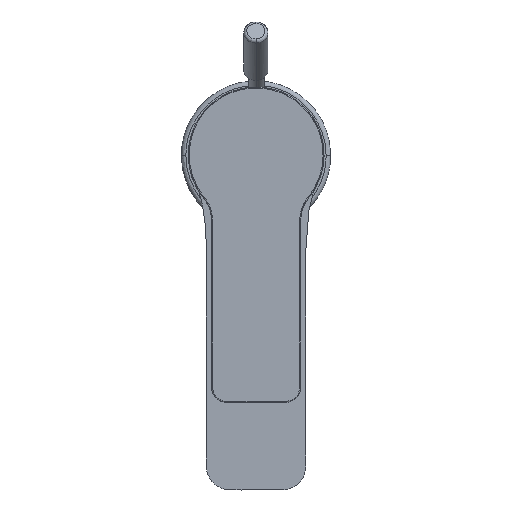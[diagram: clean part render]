
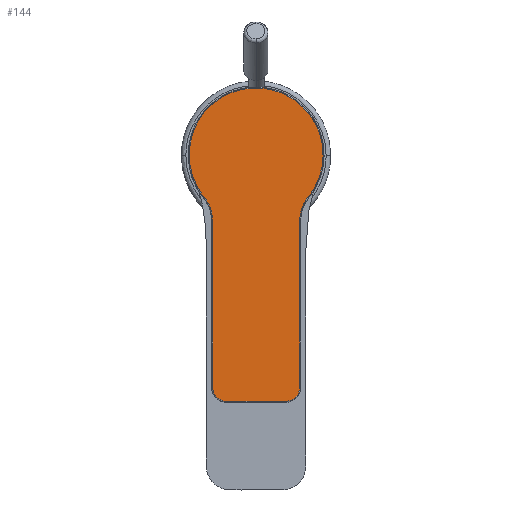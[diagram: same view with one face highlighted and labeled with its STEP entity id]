
A CAD part, top view. The second image highlights one B-rep face of the part: STEP entity #144.
In plain terms, the highlighted planar face has unit normal (0, 0, 1).
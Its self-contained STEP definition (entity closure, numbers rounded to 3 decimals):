
#144=ADVANCED_FACE('',(#274),#1921,.T.);
#274=FACE_OUTER_BOUND('',#420,.T.);
#420=EDGE_LOOP('',(#814,#815,#816,#817,#818,#819,#820,#821));
#814=ORIENTED_EDGE('',*,*,#1234,.T.);
#815=ORIENTED_EDGE('',*,*,#1235,.T.);
#816=ORIENTED_EDGE('',*,*,#1236,.T.);
#817=ORIENTED_EDGE('',*,*,#1245,.T.);
#818=ORIENTED_EDGE('',*,*,#1237,.T.);
#819=ORIENTED_EDGE('',*,*,#1238,.T.);
#820=ORIENTED_EDGE('',*,*,#1239,.T.);
#821=ORIENTED_EDGE('',*,*,#1275,.T.);
#1234=EDGE_CURVE('',#1792,#1793,#1499,.T.);
#1235=EDGE_CURVE('',#1793,#1794,#1582,.T.);
#1236=EDGE_CURVE('',#1794,#1795,#1500,.T.);
#1237=EDGE_CURVE('',#1796,#1797,#1583,.T.);
#1238=EDGE_CURVE('',#1797,#1798,#1501,.T.);
#1239=EDGE_CURVE('',#1798,#1799,#1584,.T.);
#1245=EDGE_CURVE('',#1795,#1796,#1585,.T.);
#1275=EDGE_CURVE('',#1799,#1792,#1597,.T.);
#1499=(
BOUNDED_CURVE()
B_SPLINE_CURVE(2,(#6972,#6973,#6974),.UNSPECIFIED.,.F.,.F.)
B_SPLINE_CURVE_WITH_KNOTS((3,3),(0.,9.4),.UNSPECIFIED.)
CURVE()
GEOMETRIC_REPRESENTATION_ITEM()
RATIONAL_B_SPLINE_CURVE((1.,0.707,1.))
REPRESENTATION_ITEM('')
);
#1500=(
BOUNDED_CURVE()
B_SPLINE_CURVE(2,(#6977,#6978,#6979,#6980,#6981),.UNSPECIFIED.,.F.,.F.)
B_SPLINE_CURVE_WITH_KNOTS((3,2,3),(0.,8.929,9.171),
 .UNSPECIFIED.)
CURVE()
GEOMETRIC_REPRESENTATION_ITEM()
RATIONAL_B_SPLINE_CURVE((1.,0.725,1.,1.,1.))
REPRESENTATION_ITEM('')
);
#1501=(
BOUNDED_CURVE()
B_SPLINE_CURVE(2,(#6998,#6999,#7000,#7001,#7002,#7003,#7004,#7005,#7006),
 .UNSPECIFIED.,.F.,.F.)
B_SPLINE_CURVE_WITH_KNOTS((3,2,2,2,3),(0.,28.102,56.205,
84.307,112.41),.UNSPECIFIED.)
CURVE()
GEOMETRIC_REPRESENTATION_ITEM()
RATIONAL_B_SPLINE_CURVE((1.,0.845,1.,0.845,1.,0.845,
1.,0.845,1.))
REPRESENTATION_ITEM('')
);
#1582=B_SPLINE_CURVE_WITH_KNOTS('',1,(#6975,#6976),.UNSPECIFIED.,.F.,.F.,
(2,2),(0.,19.5),.UNSPECIFIED.);
#1583=B_SPLINE_CURVE_WITH_KNOTS('',3,(#6982,#6983,#6984,#6985,#6986,#6987,
#6988,#6989,#6990,#6991,#6992,#6993,#6994,#6995,#6996,#6997),
 .UNSPECIFIED.,.F.,.F.,(4,1,1,1,1,1,1,1,1,1,1,1,1,4),(0.,0.636,
1.271,1.907,2.542,3.178,3.813,
4.449,5.084,5.72,6.355,6.991,
7.626,8.262),.UNSPECIFIED.);
#1584=B_SPLINE_CURVE_WITH_KNOTS('',3,(#7007,#7008,#7009,#7010,#7011,#7012,
#7013,#7014,#7015,#7016,#7017,#7018,#7019,#7020,#7021,#7022,#7023,#7024,
#7025),.UNSPECIFIED.,.F.,.F.,(4,1,1,1,1,1,1,1,1,1,1,1,1,1,1,1,4),(0.,0.516,
1.033,1.549,2.065,2.581,3.098,
3.614,4.13,4.647,5.163,5.679,
6.196,6.712,7.228,7.744,8.261),
 .UNSPECIFIED.);
#1585=B_SPLINE_CURVE_WITH_KNOTS('',1,(#7044,#7045),.UNSPECIFIED.,.F.,.F.,
(2,2),(-55.31,0.),.UNSPECIFIED.);
#1597=B_SPLINE_CURVE_WITH_KNOTS('',1,(#7298,#7299),.UNSPECIFIED.,.F.,.F.,
(2,2),(-55.311,0.),.UNSPECIFIED.);
#1792=VERTEX_POINT('',#6896);
#1793=VERTEX_POINT('',#6897);
#1794=VERTEX_POINT('',#6898);
#1795=VERTEX_POINT('',#6899);
#1796=VERTEX_POINT('',#6900);
#1797=VERTEX_POINT('',#6901);
#1798=VERTEX_POINT('',#6902);
#1799=VERTEX_POINT('',#6903);
#1921=PLANE('',#2131);
#2131=AXIS2_PLACEMENT_3D('',#5375,#2208,$);
#2208=DIRECTION('',(0.,0.,1.));
#5375=CARTESIAN_POINT('',(-33.908,-24.345,61.583));
#6896=CARTESIAN_POINT('',(-16.797,-8.987,61.583));
#6897=CARTESIAN_POINT('',(-12.097,-13.687,61.583));
#6898=CARTESIAN_POINT('',(7.403,-13.687,61.583));
#6899=CARTESIAN_POINT('',(12.103,-8.987,61.583));
#6900=CARTESIAN_POINT('',(12.103,46.324,61.583));
#6901=CARTESIAN_POINT('',(14.826,53.945,61.583));
#6902=CARTESIAN_POINT('',(-19.52,53.945,61.583));
#6903=CARTESIAN_POINT('',(-16.797,46.324,61.583));
#6972=CARTESIAN_POINT('',(-16.797,-8.987,61.583));
#6973=CARTESIAN_POINT('',(-16.797,-13.687,61.583));
#6974=CARTESIAN_POINT('',(-12.097,-13.687,61.583));
#6975=CARTESIAN_POINT('',(-12.097,-13.687,61.583));
#6976=CARTESIAN_POINT('',(7.403,-13.687,61.583));
#6977=CARTESIAN_POINT('',(7.403,-13.687,61.583));
#6978=CARTESIAN_POINT('',(11.867,-13.687,61.583));
#6979=CARTESIAN_POINT('',(12.097,-9.228,61.583));
#6980=CARTESIAN_POINT('',(12.103,-9.107,61.583));
#6981=CARTESIAN_POINT('',(12.103,-8.987,61.583));
#6982=CARTESIAN_POINT('',(12.103,46.324,61.583));
#6983=CARTESIAN_POINT('',(12.103,46.485,61.583));
#6984=CARTESIAN_POINT('',(12.109,46.827,61.583));
#6985=CARTESIAN_POINT('',(12.144,47.405,61.583));
#6986=CARTESIAN_POINT('',(12.212,48.017,61.583));
#6987=CARTESIAN_POINT('',(12.315,48.646,61.583));
#6988=CARTESIAN_POINT('',(12.46,49.305,61.583));
#6989=CARTESIAN_POINT('',(12.656,49.995,61.583));
#6990=CARTESIAN_POINT('',(12.897,50.679,61.583));
#6991=CARTESIAN_POINT('',(13.177,51.336,61.583));
#6992=CARTESIAN_POINT('',(13.485,51.953,61.583));
#6993=CARTESIAN_POINT('',(13.814,52.528,61.583));
#6994=CARTESIAN_POINT('',(14.164,53.07,61.583));
#6995=CARTESIAN_POINT('',(14.517,53.558,61.583));
#6996=CARTESIAN_POINT('',(14.727,53.824,61.583));
#6997=CARTESIAN_POINT('',(14.826,53.945,61.583));
#6998=CARTESIAN_POINT('',(14.826,53.945,61.583));
#6999=CARTESIAN_POINT('',(23.731,64.814,61.583));
#7000=CARTESIAN_POINT('',(17.717,77.514,61.583));
#7001=CARTESIAN_POINT('',(11.704,90.213,61.583));
#7002=CARTESIAN_POINT('',(-2.347,90.213,61.583));
#7003=CARTESIAN_POINT('',(-16.398,90.213,61.583));
#7004=CARTESIAN_POINT('',(-22.412,77.514,61.583));
#7005=CARTESIAN_POINT('',(-28.425,64.814,61.583));
#7006=CARTESIAN_POINT('',(-19.52,53.945,61.583));
#7007=CARTESIAN_POINT('',(-19.52,53.945,61.583));
#7008=CARTESIAN_POINT('',(-19.45,53.859,61.583));
#7009=CARTESIAN_POINT('',(-19.306,53.678,61.583));
#7010=CARTESIAN_POINT('',(-19.079,53.378,61.583));
#7011=CARTESIAN_POINT('',(-18.841,53.04,61.583));
#7012=CARTESIAN_POINT('',(-18.592,52.66,61.583));
#7013=CARTESIAN_POINT('',(-18.335,52.231,61.583));
#7014=CARTESIAN_POINT('',(-18.071,51.742,61.583));
#7015=CARTESIAN_POINT('',(-17.796,51.167,61.583));
#7016=CARTESIAN_POINT('',(-17.533,50.526,61.583));
#7017=CARTESIAN_POINT('',(-17.304,49.846,61.583));
#7018=CARTESIAN_POINT('',(-17.122,49.171,61.583));
#7019=CARTESIAN_POINT('',(-16.993,48.554,61.583));
#7020=CARTESIAN_POINT('',(-16.906,48.004,61.583));
#7021=CARTESIAN_POINT('',(-16.85,47.514,61.583));
#7022=CARTESIAN_POINT('',(-16.817,47.076,61.583));
#7023=CARTESIAN_POINT('',(-16.8,46.682,61.583));
#7024=CARTESIAN_POINT('',(-16.797,46.44,61.583));
#7025=CARTESIAN_POINT('',(-16.797,46.324,61.583));
#7044=CARTESIAN_POINT('',(12.103,-8.987,61.583));
#7045=CARTESIAN_POINT('',(12.103,46.324,61.583));
#7298=CARTESIAN_POINT('',(-16.797,46.324,61.583));
#7299=CARTESIAN_POINT('',(-16.797,-8.987,61.583));
